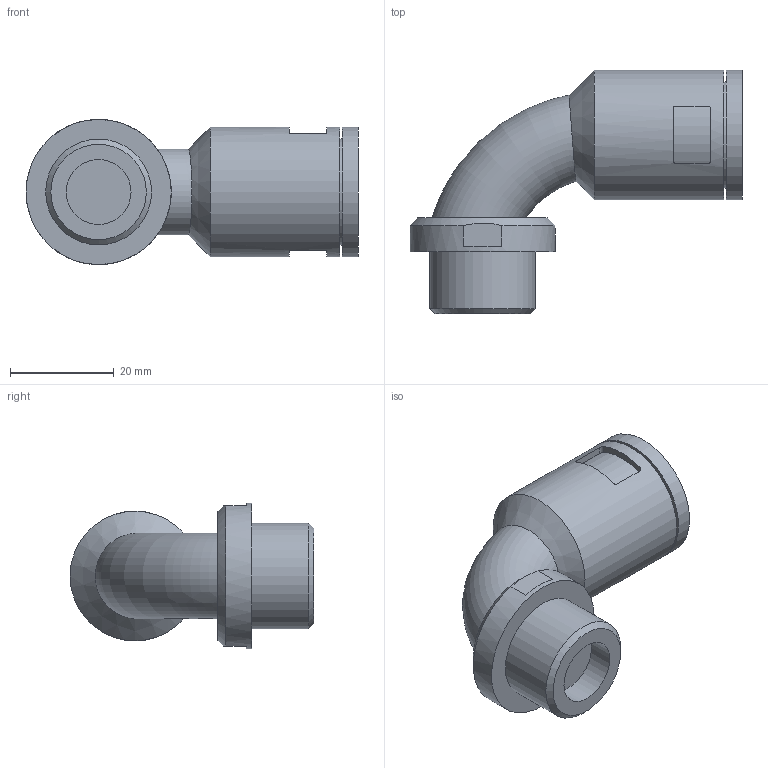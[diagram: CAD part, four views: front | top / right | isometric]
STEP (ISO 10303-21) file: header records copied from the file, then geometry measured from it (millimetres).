
FILE_DESCRIPTION( ( 'STEP AP203' ), '1' );
FILE_NAME( 'FLEXA RQBK90-P 5020.088.213.stp', '2020-03-27T10:06:29', ( 'License CC BY-ND 4.0' ), ( 'CADENAS' ), ' ', 'PARTsolutions', ' ' );
FILE_SCHEMA( ( 'CONFIG_CONTROL_DESIGN' ) );
Length unit declared in the file: millimetre
Products named in the file (1): _FLEXA RQBK90-P 5020.088.213
Bounding box: 64 x 47 x 28 mm (x, y, z)
Volume: 20166.7 mm3; surface area: 8850.3 mm2
Topology: 1 solids, 1 shells, 43 faces, 98 edges, 65 vertices
Faces by surface type: plane 21, cylinder 18, cone 3, torus 1
Full cylindrical faces by diameter (mm): 12.5 x2, 18.5 x1, 20.4 x1, 20.5 x1, 25 x2, 28 x1
Entity records: 1395 total; most frequent: CARTESIAN_POINT 479, DIRECTION 176, ORIENTED_EDGE 158, EDGE_CURVE 79, AXIS2_PLACEMENT_3D 73, EDGE_LOOP 64, VERTEX_POINT 59, FACE_OUTER_BOUND 52
